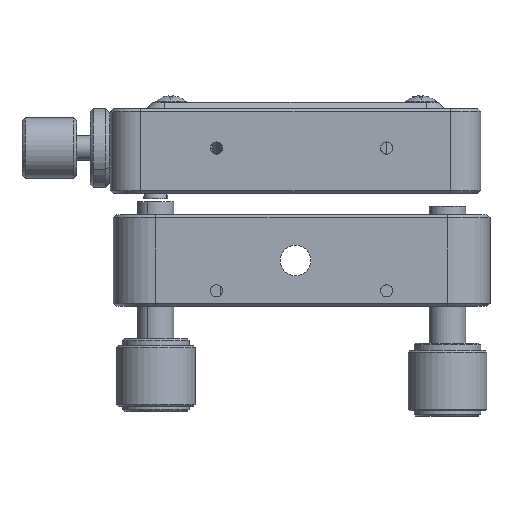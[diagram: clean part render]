
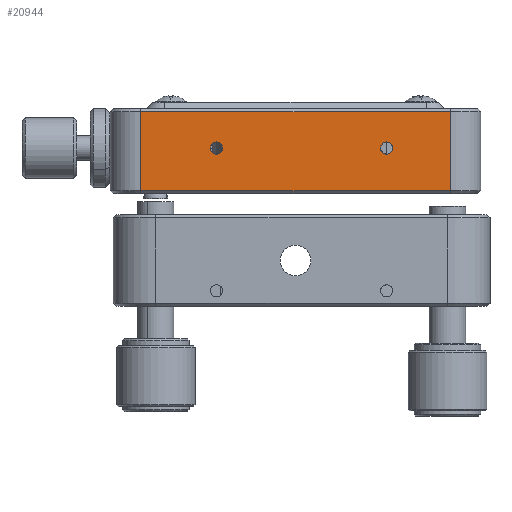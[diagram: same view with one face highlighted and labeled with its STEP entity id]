
A CAD part, front view. The second image highlights one B-rep face of the part: STEP entity #20944.
In plain terms, the highlighted planar face has unit normal (0, -1, 0).
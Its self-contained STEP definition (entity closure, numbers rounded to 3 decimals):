
#777 = CARTESIAN_POINT ( 'NONE',  ( 15.922, -26.14, 73.5 ) ) ;
#2284 = VERTEX_POINT ( 'NONE', #19599 ) ;
#2835 = DIRECTION ( 'NONE',  ( 0., -1., 0. ) ) ;
#3246 = CARTESIAN_POINT ( 'NONE',  ( -21.578, -26.14, 80.5 ) ) ;
#3324 = EDGE_CURVE ( 'NONE', #6829, #19971, #12492, .T. ) ;
#4138 = DIRECTION ( 'NONE',  ( 0., 1., 0. ) ) ;
#4239 = DIRECTION ( 'NONE',  ( 0., -1., 0. ) ) ;
#4316 = DIRECTION ( 'NONE',  ( 0., 0., 1. ) ) ;
#4368 = CARTESIAN_POINT ( 'NONE',  ( -35.078, -26.14, 87. ) ) ;
#4584 = PLANE ( 'NONE',  #7711 ) ;
#4826 = DIRECTION ( 'NONE',  ( 1., 0., 0. ) ) ;
#5421 = FACE_BOUND ( 'NONE', #18164, .T. ) ;
#5538 = AXIS2_PLACEMENT_3D ( 'NONE', #19224, #8885, #20939 ) ;
#6026 = AXIS2_PLACEMENT_3D ( 'NONE', #14582, #4239, #16305 ) ;
#6829 = VERTEX_POINT ( 'NONE', #17061 ) ;
#7463 = CARTESIAN_POINT ( 'NONE',  ( -35.078, -26.14, 73.5 ) ) ;
#7507 = CIRCLE ( 'NONE', #11037, 1. ) ;
#7711 = AXIS2_PLACEMENT_3D ( 'NONE', #9796, #21822, #11531 ) ;
#7952 = EDGE_LOOP ( 'NONE', ( #22193, #15957, #12449, #16838 ) ) ;
#7969 = VERTEX_POINT ( 'NONE', #3246 ) ;
#8473 = CIRCLE ( 'NONE', #10294, 1. ) ;
#8885 = DIRECTION ( 'NONE',  ( 0., 1., 0. ) ) ;
#9374 = VERTEX_POINT ( 'NONE', #21164 ) ;
#9413 = EDGE_CURVE ( 'NONE', #2284, #14298, #7507, .T. ) ;
#9701 = VECTOR ( 'NONE', #4316, 1000. ) ;
#9796 = CARTESIAN_POINT ( 'NONE',  ( -40.078, -26.14, 87. ) ) ;
#10009 = CIRCLE ( 'NONE', #6026, 1. ) ;
#10294 = AXIS2_PLACEMENT_3D ( 'NONE', #13152, #2835, #14883 ) ;
#10434 = ORIENTED_EDGE ( 'NONE', *, *, #11979, .F. ) ;
#10923 = ORIENTED_EDGE ( 'NONE', *, *, #18129, .T. ) ;
#11037 = AXIS2_PLACEMENT_3D ( 'NONE', #14468, #4138, #16186 ) ;
#11062 = VECTOR ( 'NONE', #14701, 1000. ) ;
#11531 = DIRECTION ( 'NONE',  ( -1., 0., 0. ) ) ;
#11960 = VECTOR ( 'NONE', #18741, 1000. ) ;
#11979 = EDGE_CURVE ( 'NONE', #9374, #7969, #10009, .T. ) ;
#11989 = VERTEX_POINT ( 'NONE', #777 ) ;
#12449 = ORIENTED_EDGE ( 'NONE', *, *, #21873, .T. ) ;
#12492 = LINE ( 'NONE', #20389, #11960 ) ;
#12540 = EDGE_CURVE ( 'NONE', #19971, #15985, #19687, .T. ) ;
#13152 = CARTESIAN_POINT ( 'NONE',  ( -22.578, -26.14, 80.5 ) ) ;
#13918 = VECTOR ( 'NONE', #4826, 1000. ) ;
#14298 = VERTEX_POINT ( 'NONE', #20045 ) ;
#14468 = CARTESIAN_POINT ( 'NONE',  ( 5.422, -26.14, 80.5 ) ) ;
#14582 = CARTESIAN_POINT ( 'NONE',  ( -22.578, -26.14, 80.5 ) ) ;
#14653 = CARTESIAN_POINT ( 'NONE',  ( 15.922, -26.14, 87. ) ) ;
#14701 = DIRECTION ( 'NONE',  ( 0., 0., -1. ) ) ;
#14883 = DIRECTION ( 'NONE',  ( 1., 0., 0. ) ) ;
#14996 = LINE ( 'NONE', #15245, #13918 ) ;
#15245 = CARTESIAN_POINT ( 'NONE',  ( 15.922, -26.14, 73.5 ) ) ;
#15593 = EDGE_CURVE ( 'NONE', #15985, #11989, #14996, .T. ) ;
#15679 = FACE_OUTER_BOUND ( 'NONE', #7952, .T. ) ;
#15957 = ORIENTED_EDGE ( 'NONE', *, *, #15593, .T. ) ;
#15985 = VERTEX_POINT ( 'NONE', #7463 ) ;
#16186 = DIRECTION ( 'NONE',  ( -1., 0., 0. ) ) ;
#16305 = DIRECTION ( 'NONE',  ( 1., 0., 0. ) ) ;
#16494 = EDGE_LOOP ( 'NONE', ( #10923, #18213 ) ) ;
#16838 = ORIENTED_EDGE ( 'NONE', *, *, #3324, .T. ) ;
#17061 = CARTESIAN_POINT ( 'NONE',  ( 15.922, -26.14, 86.5 ) ) ;
#17358 = EDGE_CURVE ( 'NONE', #7969, #9374, #8473, .T. ) ;
#17797 = LINE ( 'NONE', #14653, #9701 ) ;
#18129 = EDGE_CURVE ( 'NONE', #14298, #2284, #19522, .T. ) ;
#18164 = EDGE_LOOP ( 'NONE', ( #19858, #10434 ) ) ;
#18213 = ORIENTED_EDGE ( 'NONE', *, *, #9413, .T. ) ;
#18617 = FACE_BOUND ( 'NONE', #16494, .T. ) ;
#18741 = DIRECTION ( 'NONE',  ( -1., 0., 0. ) ) ;
#19224 = CARTESIAN_POINT ( 'NONE',  ( 5.422, -26.14, 80.5 ) ) ;
#19522 = CIRCLE ( 'NONE', #5538, 1. ) ;
#19599 = CARTESIAN_POINT ( 'NONE',  ( 4.422, -26.14, 80.5 ) ) ;
#19687 = LINE ( 'NONE', #4368, #11062 ) ;
#19858 = ORIENTED_EDGE ( 'NONE', *, *, #17358, .F. ) ;
#19971 = VERTEX_POINT ( 'NONE', #20304 ) ;
#20045 = CARTESIAN_POINT ( 'NONE',  ( 6.422, -26.14, 80.5 ) ) ;
#20304 = CARTESIAN_POINT ( 'NONE',  ( -35.078, -26.14, 86.5 ) ) ;
#20389 = CARTESIAN_POINT ( 'NONE',  ( -40.078, -26.14, 86.5 ) ) ;
#20939 = DIRECTION ( 'NONE',  ( -1., 0., 0. ) ) ;
#20944 = ADVANCED_FACE ( 'NONE', ( #18617, #5421, #15679 ), #4584, .F. ) ;
#21164 = CARTESIAN_POINT ( 'NONE',  ( -23.578, -26.14, 80.5 ) ) ;
#21822 = DIRECTION ( 'NONE',  ( 0., 1., 0. ) ) ;
#21873 = EDGE_CURVE ( 'NONE', #11989, #6829, #17797, .T. ) ;
#22193 = ORIENTED_EDGE ( 'NONE', *, *, #12540, .T. ) ;
